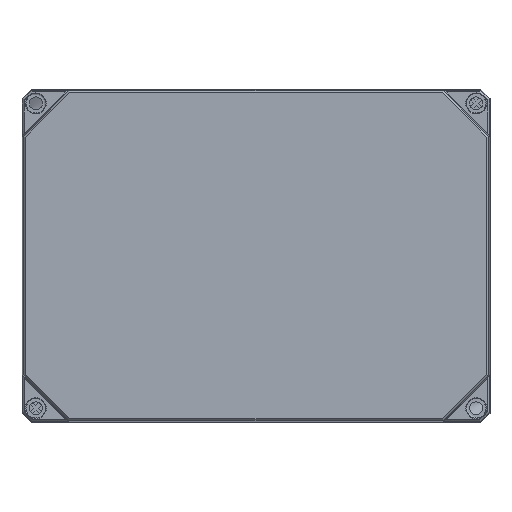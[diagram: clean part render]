
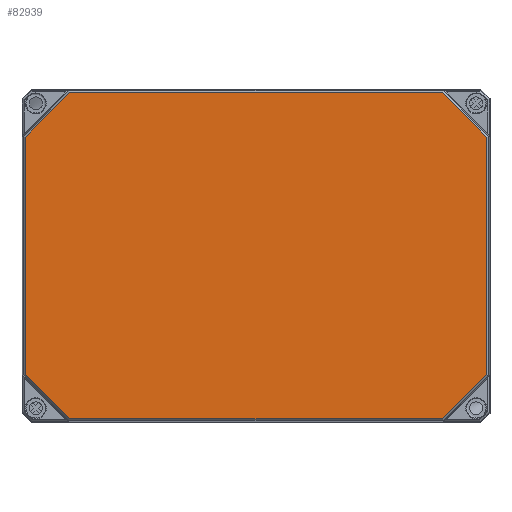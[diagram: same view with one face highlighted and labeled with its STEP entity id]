
A CAD part, top view. The second image highlights one B-rep face of the part: STEP entity #82939.
In plain terms, the highlighted planar face has unit normal (0, 0, 1).
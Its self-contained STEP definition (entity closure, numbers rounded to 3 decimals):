
#620=PLANE('',#88483);
#3125=LINE('',#115374,#9899);
#3129=LINE('',#115380,#9903);
#3131=LINE('',#115384,#9905);
#3134=LINE('',#115389,#9908);
#3136=LINE('',#115393,#9910);
#3139=LINE('',#115398,#9913);
#3141=LINE('',#115402,#9915);
#3144=LINE('',#115406,#9918);
#9899=VECTOR('',#95096,10.);
#9903=VECTOR('',#95102,10.);
#9905=VECTOR('',#95106,10.);
#9908=VECTOR('',#95111,10.);
#9910=VECTOR('',#95115,10.);
#9913=VECTOR('',#95120,10.);
#9915=VECTOR('',#95124,10.);
#9918=VECTOR('',#95129,10.);
#23432=FACE_OUTER_BOUND('',#28345,.T.);
#28345=EDGE_LOOP('',(#58983,#58984,#58985,#58986,#58987,#58988,#58989,#58990));
#35962=VERTEX_POINT('',#115372);
#35963=VERTEX_POINT('',#115373);
#35964=VERTEX_POINT('',#115379);
#35965=VERTEX_POINT('',#115383);
#35966=VERTEX_POINT('',#115388);
#35967=VERTEX_POINT('',#115392);
#35968=VERTEX_POINT('',#115397);
#35969=VERTEX_POINT('',#115401);
#44877=EDGE_CURVE('',#35962,#35963,#3125,.T.);
#44881=EDGE_CURVE('',#35963,#35964,#3129,.T.);
#44883=EDGE_CURVE('',#35964,#35965,#3131,.T.);
#44886=EDGE_CURVE('',#35965,#35966,#3134,.T.);
#44888=EDGE_CURVE('',#35966,#35967,#3136,.T.);
#44891=EDGE_CURVE('',#35967,#35968,#3139,.T.);
#44893=EDGE_CURVE('',#35968,#35969,#3141,.T.);
#44896=EDGE_CURVE('',#35969,#35962,#3144,.T.);
#58983=ORIENTED_EDGE('',*,*,#44877,.F.);
#58984=ORIENTED_EDGE('',*,*,#44896,.F.);
#58985=ORIENTED_EDGE('',*,*,#44893,.F.);
#58986=ORIENTED_EDGE('',*,*,#44891,.F.);
#58987=ORIENTED_EDGE('',*,*,#44888,.F.);
#58988=ORIENTED_EDGE('',*,*,#44886,.F.);
#58989=ORIENTED_EDGE('',*,*,#44883,.F.);
#58990=ORIENTED_EDGE('',*,*,#44881,.F.);
#82939=ADVANCED_FACE('',(#23432),#620,.T.);
#88483=AXIS2_PLACEMENT_3D('',#115427,#95144,#95145);
#95096=DIRECTION('',(0.,-1.,0.));
#95102=DIRECTION('',(-0.707,-0.707,0.));
#95106=DIRECTION('',(-1.,0.,0.));
#95111=DIRECTION('',(-0.707,0.707,0.));
#95115=DIRECTION('',(0.,1.,0.));
#95120=DIRECTION('',(0.707,0.707,0.));
#95124=DIRECTION('',(1.,0.,0.));
#95129=DIRECTION('',(0.707,-0.707,0.));
#95144=DIRECTION('center_axis',(0.,0.,1.));
#95145=DIRECTION('ref_axis',(1.,0.,0.));
#115372=CARTESIAN_POINT('',(125.193,64.359,92.5));
#115373=CARTESIAN_POINT('',(125.193,-64.359,92.5));
#115374=CARTESIAN_POINT('',(125.193,42.625,92.5));
#115379=CARTESIAN_POINT('',(101.109,-88.443,92.5));
#115380=CARTESIAN_POINT('',(110.199,-79.352,92.5));
#115383=CARTESIAN_POINT('',(-101.109,-88.443,92.5));
#115384=CARTESIAN_POINT('',(61.,-88.443,92.5));
#115388=CARTESIAN_POINT('',(-125.193,-64.359,92.5));
#115389=CARTESIAN_POINT('',(-97.727,-91.824,92.5));
#115392=CARTESIAN_POINT('',(-125.193,64.359,92.5));
#115393=CARTESIAN_POINT('',(-125.193,-42.625,92.5));
#115397=CARTESIAN_POINT('',(-101.109,88.443,92.5));
#115398=CARTESIAN_POINT('',(-110.199,79.352,92.5));
#115401=CARTESIAN_POINT('',(101.109,88.443,92.5));
#115402=CARTESIAN_POINT('',(-61.,88.443,92.5));
#115406=CARTESIAN_POINT('',(97.727,91.824,92.5));
#115427=CARTESIAN_POINT('Origin',(0.,0.,
92.5));
